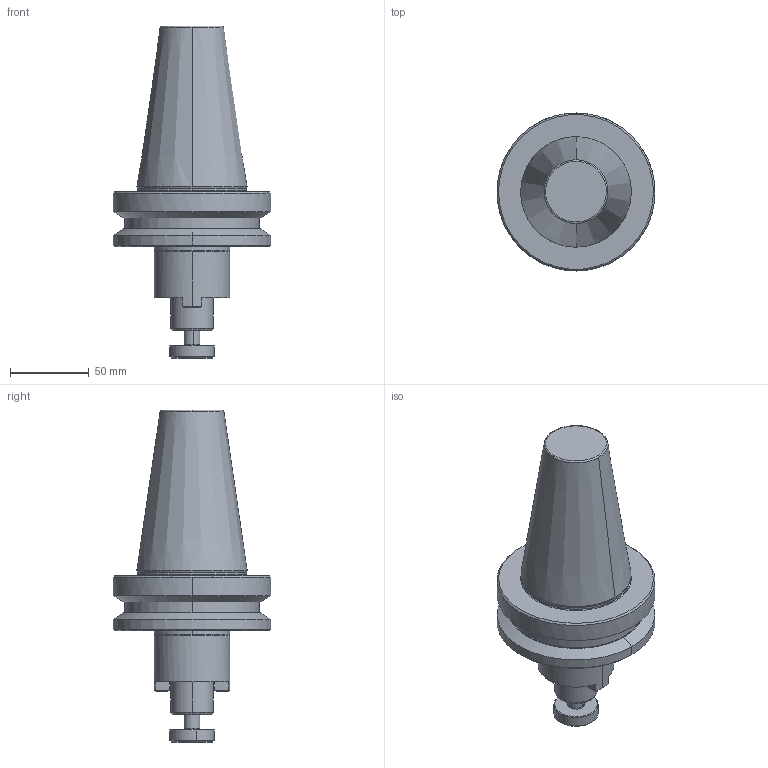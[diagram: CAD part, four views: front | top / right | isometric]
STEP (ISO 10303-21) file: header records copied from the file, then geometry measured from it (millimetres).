
FILE_DESCRIPTION (( 'STEP AP203' ), '1' );
FILE_NAME ('BT50 CSMA27 070 AD-6.3G 15000 SL SP.S.STEP', '2019-05-28T04:44:32', ( '' ), ( '' ), 'SwSTEP 2.0', 'SolidWorks 2014', '' );
FILE_SCHEMA (( 'CONFIG_CONTROL_DESIGN' ));
Length unit declared in the file: millimetre
Products named in the file (1): BT50 CSMA27 070 AD-6.3G 15000 SL SP.S
Bounding box: 100 x 100 x 210.18 mm (x, y, z)
Volume: 586976.5 mm3; surface area: 53445.3 mm2
Topology: 1 solids, 1 shells, 75 faces, 173 edges, 107 vertices
Faces by surface type: cone 28, cylinder 20, plane 19, bspline 8
Entity records: 2789 total; most frequent: CARTESIAN_POINT 1038, DIRECTION 364, ORIENTED_EDGE 346, EDGE_CURVE 173, AXIS2_PLACEMENT_3D 153, VERTEX_POINT 107, CIRCLE 85, EDGE_LOOP 82
